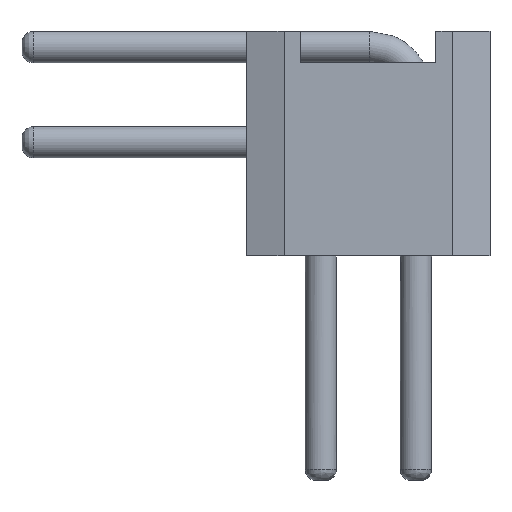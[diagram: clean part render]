
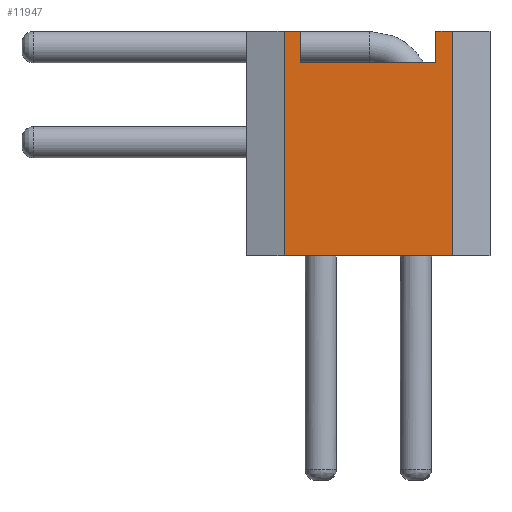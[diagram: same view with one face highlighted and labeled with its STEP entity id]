
A CAD part, left-side view. The second image highlights one B-rep face of the part: STEP entity #11947.
In plain terms, the highlighted planar face has unit normal (-1, 0, 0).
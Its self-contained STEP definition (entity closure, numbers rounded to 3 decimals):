
#498=PLANE('',#12854);
#1090=FACE_OUTER_BOUND('',#1679,.T.);
#1679=EDGE_LOOP('',(#10318,#10319,#10320,#10321,#10322,#10323,#10324,#10325));
#2028=LINE('',#16348,#3157);
#2196=LINE('',#16811,#3325);
#2845=LINE('',#20923,#3974);
#2849=LINE('',#20932,#3978);
#2998=LINE('',#21277,#4127);
#2999=LINE('',#21279,#4128);
#3044=LINE('',#21479,#4173);
#3045=LINE('',#21481,#4174);
#3157=VECTOR('',#13062,1.);
#3325=VECTOR('',#13372,1.);
#3974=VECTOR('',#15091,1.);
#3978=VECTOR('',#15097,1.);
#4127=VECTOR('',#15418,1.);
#4128=VECTOR('',#15421,1.);
#4173=VECTOR('',#15656,1.);
#4174=VECTOR('',#15659,1.);
#4552=VERTEX_POINT('',#16345);
#4553=VERTEX_POINT('',#16347);
#4776=VERTEX_POINT('',#16808);
#4777=VERTEX_POINT('',#16810);
#5427=VERTEX_POINT('',#20920);
#5428=VERTEX_POINT('',#20922);
#5431=VERTEX_POINT('',#20929);
#5432=VERTEX_POINT('',#20931);
#5660=EDGE_CURVE('',#4553,#4552,#2028,.T.);
#5895=EDGE_CURVE('',#4776,#4777,#2196,.T.);
#6962=EDGE_CURVE('',#5427,#5428,#2845,.T.);
#6966=EDGE_CURVE('',#5431,#5432,#2849,.T.);
#7137=EDGE_CURVE('',#4553,#5431,#2998,.T.);
#7138=EDGE_CURVE('',#5428,#4552,#2999,.T.);
#7191=EDGE_CURVE('',#4777,#5427,#3044,.T.);
#7192=EDGE_CURVE('',#5432,#4776,#3045,.T.);
#10318=ORIENTED_EDGE('',*,*,#7192,.F.);
#10319=ORIENTED_EDGE('',*,*,#6966,.F.);
#10320=ORIENTED_EDGE('',*,*,#7137,.F.);
#10321=ORIENTED_EDGE('',*,*,#5660,.T.);
#10322=ORIENTED_EDGE('',*,*,#7138,.F.);
#10323=ORIENTED_EDGE('',*,*,#6962,.F.);
#10324=ORIENTED_EDGE('',*,*,#7191,.F.);
#10325=ORIENTED_EDGE('',*,*,#5895,.F.);
#11947=ADVANCED_FACE('',(#1090),#498,.F.);
#12854=AXIS2_PLACEMENT_3D('',#21480,#15657,#15658);
#13062=DIRECTION('',(0.,-1.,0.));
#13372=DIRECTION('',(0.,-1.,0.));
#15091=DIRECTION('',(0.,-1.,0.));
#15097=DIRECTION('',(0.,-1.,0.));
#15418=DIRECTION('',(0.,0.,1.));
#15421=DIRECTION('',(0.,0.,-1.));
#15656=DIRECTION('',(0.,0.,1.));
#15657=DIRECTION('center_axis',(1.,0.,0.));
#15658=DIRECTION('ref_axis',(0.,0.,
1.));
#15659=DIRECTION('',(0.,0.,-1.));
#16345=CARTESIAN_POINT('',(-34.08,-6.486,-3.361));
#16347=CARTESIAN_POINT('',(-34.08,-4.236,-3.361));
#16348=CARTESIAN_POINT('',(-34.08,-4.236,-3.361));
#16808=CARTESIAN_POINT('',(-34.08,-4.461,-0.781));
#16810=CARTESIAN_POINT('',(-34.08,-6.261,-0.781));
#16811=CARTESIAN_POINT('',(-34.08,-4.461,-0.781));
#20920=CARTESIAN_POINT('',(-34.08,-6.261,-0.361));
#20922=CARTESIAN_POINT('',(-34.08,-6.486,-0.361));
#20923=CARTESIAN_POINT('',(-34.08,-6.261,-0.361));
#20929=CARTESIAN_POINT('',(-34.08,-4.236,-0.361));
#20931=CARTESIAN_POINT('',(-34.08,-4.461,-0.361));
#20932=CARTESIAN_POINT('',(-34.08,-4.236,-0.361));
#21277=CARTESIAN_POINT('',(-34.08,-4.236,-3.361));
#21279=CARTESIAN_POINT('',(-34.08,-6.486,-0.361));
#21479=CARTESIAN_POINT('',(-34.08,-6.261,-0.781));
#21480=CARTESIAN_POINT('Origin',(-34.08,-6.486,-3.361));
#21481=CARTESIAN_POINT('',(-34.08,-4.461,-0.361));
